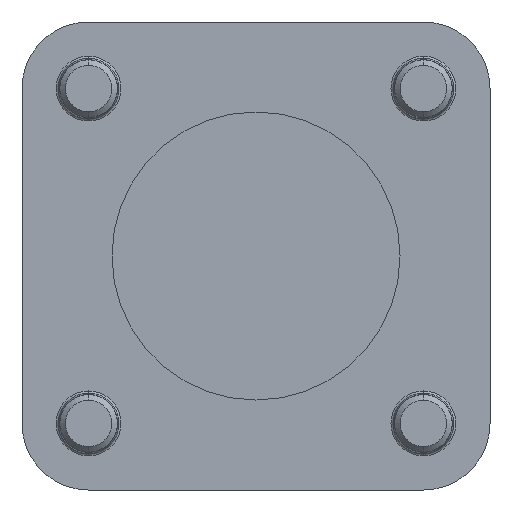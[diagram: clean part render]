
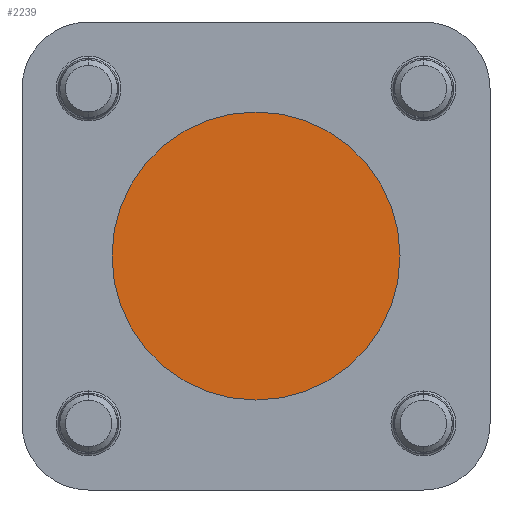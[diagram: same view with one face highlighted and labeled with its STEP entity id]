
A CAD part, left-side view. The second image highlights one B-rep face of the part: STEP entity #2239.
In plain terms, the highlighted planar face has unit normal (-1, 0, 0).
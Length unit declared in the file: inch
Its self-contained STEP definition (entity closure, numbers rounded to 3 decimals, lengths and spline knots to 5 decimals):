
#50 = ORIENTED_EDGE ( 'NONE', *, *, #2339, .F. ) ;
#89 = DIRECTION ( 'NONE',  ( 1., 0., 0. ) ) ;
#205 = CARTESIAN_POINT ( 'NONE',  ( 0.27559, 0., -0.7874 ) ) ;
#208 = PLANE ( 'NONE',  #4702 ) ;
#528 = CARTESIAN_POINT ( 'NONE',  ( 0.27559, 0., 0. ) ) ;
#600 = EDGE_LOOP ( 'NONE', ( #50, #4205 ) ) ;
#674 = CIRCLE ( 'NONE', #4088, 0.7874 ) ;
#788 = DIRECTION ( 'NONE',  ( 0., 0., -1. ) ) ;
#1742 = DIRECTION ( 'NONE',  ( 0., 0., -1. ) ) ;
#1880 = DIRECTION ( 'NONE',  ( 1., 0., 0. ) ) ;
#2239 = ADVANCED_FACE ( 'NONE', ( #2659 ), #208, .F. ) ;
#2339 = EDGE_CURVE ( 'NONE', #2947, #4441, #3026, .T. ) ;
#2534 = EDGE_CURVE ( 'NONE', #4441, #2947, #674, .T. ) ;
#2659 = FACE_OUTER_BOUND ( 'NONE', #600, .T. ) ;
#2843 = DIRECTION ( 'NONE',  ( 0., 1., 0. ) ) ;
#2947 = VERTEX_POINT ( 'NONE', #3573 ) ;
#3026 = CIRCLE ( 'NONE', #4614, 0.7874 ) ;
#3398 = CARTESIAN_POINT ( 'NONE',  ( 0.27559, 0., 0. ) ) ;
#3573 = CARTESIAN_POINT ( 'NONE',  ( 0.27559, 0., 0.7874 ) ) ;
#4088 = AXIS2_PLACEMENT_3D ( 'NONE', #528, #89, #1742 ) ;
#4205 = ORIENTED_EDGE ( 'NONE', *, *, #2534, .F. ) ;
#4228 = DIRECTION ( 'NONE',  ( 1., 0., 0. ) ) ;
#4441 = VERTEX_POINT ( 'NONE', #205 ) ;
#4614 = AXIS2_PLACEMENT_3D ( 'NONE', #3398, #4228, #788 ) ;
#4702 = AXIS2_PLACEMENT_3D ( 'NONE', #5254, #1880, #2843 ) ;
#5254 = CARTESIAN_POINT ( 'NONE',  ( 0.27559, 0., 0. ) ) ;
